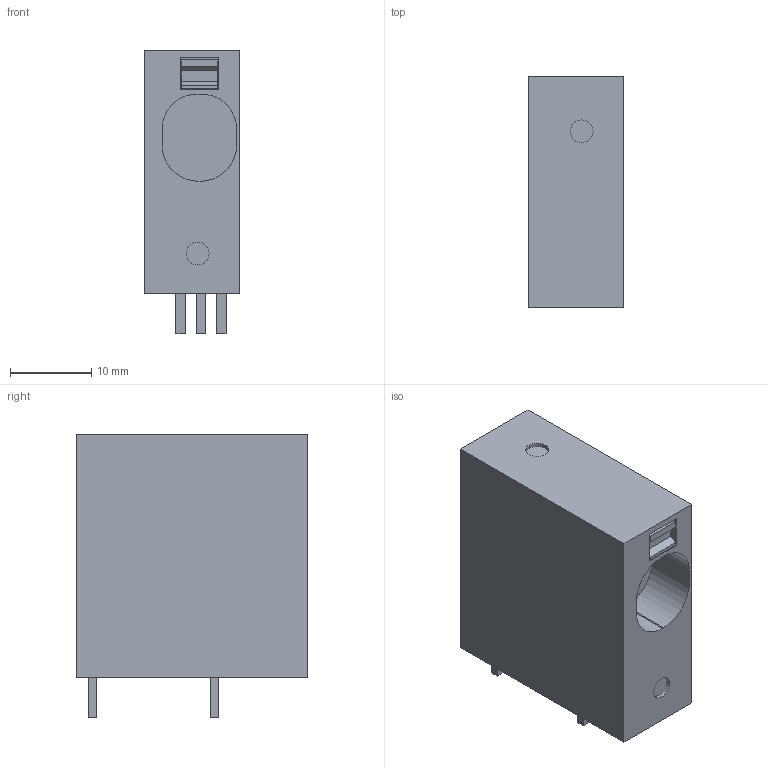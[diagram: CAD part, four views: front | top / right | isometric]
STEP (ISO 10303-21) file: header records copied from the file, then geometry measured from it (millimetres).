
FILE_DESCRIPTION(('CATIA V5 STEP Exchange','CAx-IF Rec.Pracs.--- Model Styling and Organization---1.2---2011-12-15'),'2;1');
FILE_NAME ('D1462945_0_2500560000_2500560000.stp','2018-03-29T09:39:07+00:00',('none'),('Weidmueller'),'CATIA Version 5-6 Release 2014','CATIA V5 STEP AP214','none');
FILE_SCHEMA(('AUTOMOTIVE_DESIGN { 1 0 10303 214 1 1 1 1 }'));
Length unit declared in the file: millimetre
Products named in the file (1): 2500560000
Bounding box: 11.8 x 28.55 x 35 mm (x, y, z)
Volume: 9233.4 mm3; surface area: 3791.3 mm2
Topology: 4 solids, 4 shells, 76 faces, 189 edges, 126 vertices
Faces by surface type: plane 64, cylinder 12
Entity records: 2254 total; most frequent: CARTESIAN_POINT 384, ORIENTED_EDGE 378, DIRECTION 325, EDGE_CURVE 189, VECTOR 165, LINE 165, VERTEX_POINT 126, AXIS2_PLACEMENT_3D 93
